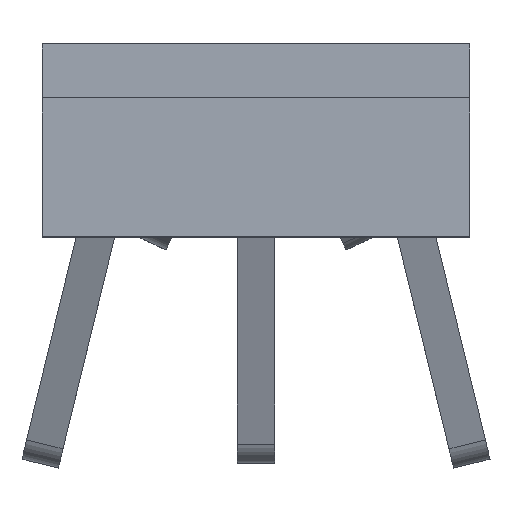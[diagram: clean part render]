
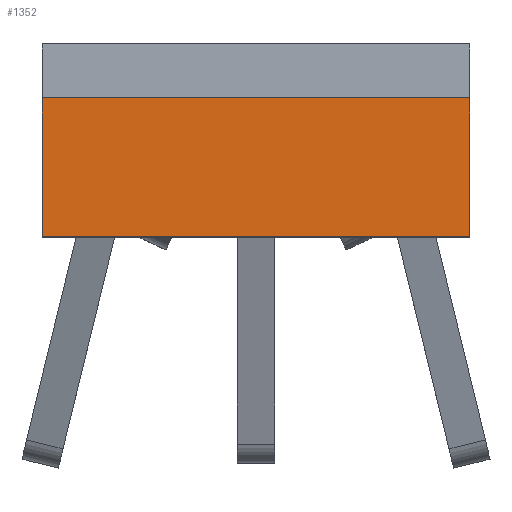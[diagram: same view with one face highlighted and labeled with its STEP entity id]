
A CAD part, top view. The second image highlights one B-rep face of the part: STEP entity #1352.
In plain terms, the highlighted planar face has unit normal (0, 0, 1).
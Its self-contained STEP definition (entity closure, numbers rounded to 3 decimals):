
#30=PLANE('',#1440);
#84=FACE_OUTER_BOUND('',#165,.T.);
#165=EDGE_LOOP('',(#989,#990,#991,#992));
#241=LINE('',#2006,#390);
#246=LINE('',#2017,#395);
#249=LINE('',#2022,#398);
#254=LINE('',#2031,#403);
#390=VECTOR('',#1594,1.);
#395=VECTOR('',#1603,1.);
#398=VECTOR('',#1608,1.);
#403=VECTOR('',#1619,1.);
#602=VERTEX_POINT('',#2003);
#603=VERTEX_POINT('',#2005);
#607=VERTEX_POINT('',#2015);
#608=VERTEX_POINT('',#2021);
#736=EDGE_CURVE('',#602,#603,#241,.T.);
#742=EDGE_CURVE('',#602,#607,#246,.T.);
#745=EDGE_CURVE('',#603,#608,#249,.T.);
#750=EDGE_CURVE('',#608,#607,#254,.T.);
#989=ORIENTED_EDGE('',*,*,#736,.F.);
#990=ORIENTED_EDGE('',*,*,#742,.T.);
#991=ORIENTED_EDGE('',*,*,#750,.F.);
#992=ORIENTED_EDGE('',*,*,#745,.F.);
#1352=ADVANCED_FACE('',(#84),#30,.T.);
#1440=AXIS2_PLACEMENT_3D('',#2073,#1642,#1643);
#1594=DIRECTION('',(1.,0.,0.));
#1603=DIRECTION('',(0.,-1.,0.));
#1608=DIRECTION('',(0.,-1.,0.));
#1619=DIRECTION('',(-1.,0.,0.));
#1642=DIRECTION('center_axis',(0.,0.,
1.));
#1643=DIRECTION('ref_axis',(-1.,0.,0.));
#2003=CARTESIAN_POINT('',(0.,8.471,16.825));
#2005=CARTESIAN_POINT('',(10.16,8.471,16.825));
#2006=CARTESIAN_POINT('',(0.,8.471,16.825));
#2015=CARTESIAN_POINT('',(0.,5.171,16.825));
#2017=CARTESIAN_POINT('',(0.,9.741,16.825));
#2021=CARTESIAN_POINT('',(10.16,5.171,16.825));
#2022=CARTESIAN_POINT('',(10.16,9.741,16.825));
#2031=CARTESIAN_POINT('',(10.16,5.171,16.825));
#2073=CARTESIAN_POINT('Origin',(10.16,9.741,16.825));
